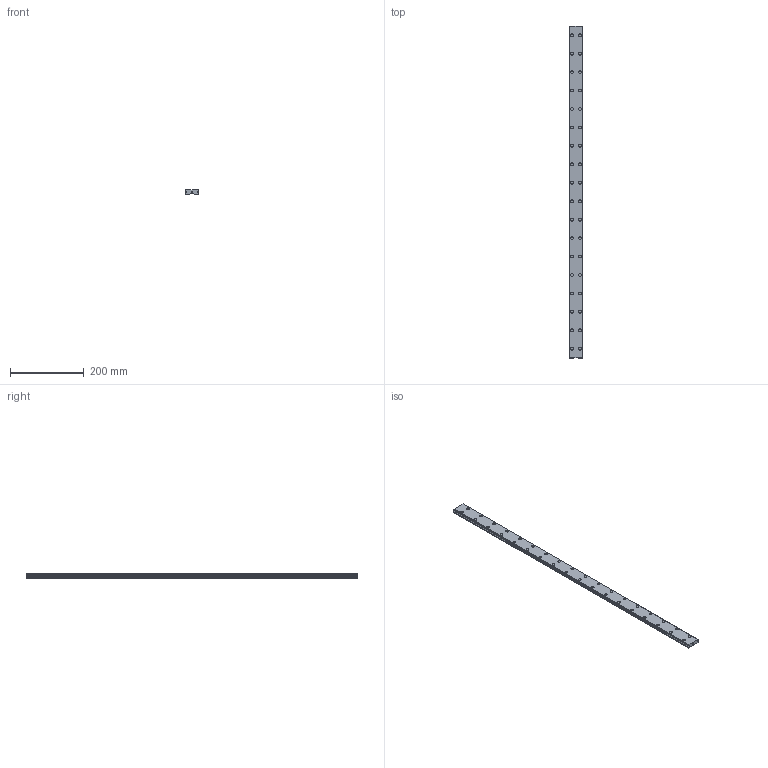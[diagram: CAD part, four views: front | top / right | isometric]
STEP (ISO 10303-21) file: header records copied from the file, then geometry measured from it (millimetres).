
FILE_DESCRIPTION(('STEP AP214'),'1');
FILE_NAME('cctmp_4F40B0B0-97E6-4FA8-B4E6-DDB069C24D42_2021_03_03_12_58_56_0858..stp','2021-03-03T11:58:57',('HIWIN GmbH'),('CADClick - www.CADClick.com'),'Spatial InterOp 3D',' ','unknown authorization');
FILE_SCHEMA(('AUTOMOTIVE_DESIGN'));
Length unit declared in the file: millimetre
Products named in the file (1): WER21R900H_FILE
Bounding box: 37 x 900 x 11 mm (x, y, z)
Volume: 333524.1 mm3; surface area: 97914.9 mm2
Topology: 1 solids, 1 shells, 427 faces, 939 edges, 626 vertices
Faces by surface type: cylinder 234, plane 193
Entity records: 15381 total; most frequent: DIRECTION 2263, CARTESIAN_POINT 1993, ORIENTED_EDGE 1878, EDGE_CURVE 939, AXIS2_PLACEMENT_3D 896, VERTEX_POINT 626, EDGE_LOOP 539, LINE 471
